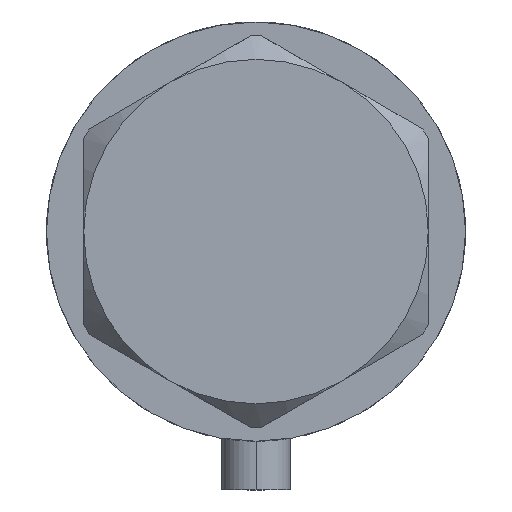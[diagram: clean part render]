
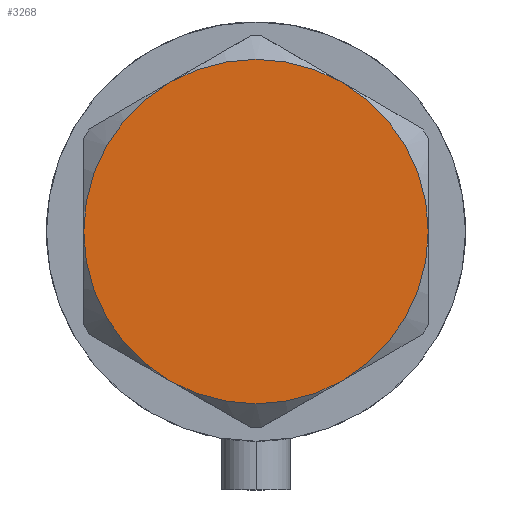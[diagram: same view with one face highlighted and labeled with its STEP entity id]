
A CAD part, left-side view. The second image highlights one B-rep face of the part: STEP entity #3268.
In plain terms, the highlighted face is planar.
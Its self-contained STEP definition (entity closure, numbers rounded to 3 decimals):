
#46 = ORIENTED_EDGE ( 'NONE', *, *, #2209, .T. ) ;
#139 = DIRECTION ( 'NONE',  ( 0., 0., 1. ) ) ;
#252 = DIRECTION ( 'NONE',  ( 1., 0., 0. ) ) ;
#454 = EDGE_CURVE ( 'NONE', #4172, #3018, #2763, .T. ) ;
#562 = DIRECTION ( 'NONE',  ( 0., 0., 1. ) ) ;
#598 = DIRECTION ( 'NONE',  ( 1., 0., 0. ) ) ;
#657 = AXIS2_PLACEMENT_3D ( 'NONE', #4175, #139, #598 ) ;
#704 = DIRECTION ( 'NONE',  ( 1., 0., 0. ) ) ;
#715 = DIRECTION ( 'NONE',  ( 1., 0., 0. ) ) ;
#810 = PLANE ( 'NONE',  #4206 ) ;
#900 = VERTEX_POINT ( 'NONE', #1371 ) ;
#937 = DIRECTION ( 'NONE',  ( 0., 0., 1. ) ) ;
#953 = CARTESIAN_POINT ( 'NONE',  ( 30., 0., 14.5 ) ) ;
#1056 = AXIS2_PLACEMENT_3D ( 'NONE', #4607, #2429, #2381 ) ;
#1232 = ORIENTED_EDGE ( 'NONE', *, *, #454, .T. ) ;
#1270 = CIRCLE ( 'NONE', #3518, 30. ) ;
#1284 = VERTEX_POINT ( 'NONE', #3390 ) ;
#1298 = EDGE_CURVE ( 'NONE', #1284, #4172, #2842, .T. ) ;
#1371 = CARTESIAN_POINT ( 'NONE',  ( -15., -25.981, 14.5 ) ) ;
#1374 = AXIS2_PLACEMENT_3D ( 'NONE', #3853, #937, #2012 ) ;
#1449 = AXIS2_PLACEMENT_3D ( 'NONE', #4031, #3326, #704 ) ;
#1609 = ORIENTED_EDGE ( 'NONE', *, *, #1298, .T. ) ;
#1705 = DIRECTION ( 'NONE',  ( 1., 0., 0. ) ) ;
#1755 = ORIENTED_EDGE ( 'NONE', *, *, #1854, .T. ) ;
#1797 = CARTESIAN_POINT ( 'NONE',  ( -30., 0., 14.5 ) ) ;
#1854 = EDGE_CURVE ( 'NONE', #900, #1284, #4003, .T. ) ;
#1884 = CARTESIAN_POINT ( 'NONE',  ( 0., 0., 14.5 ) ) ;
#2012 = DIRECTION ( 'NONE',  ( 1., 0., 0. ) ) ;
#2166 = VERTEX_POINT ( 'NONE', #1797 ) ;
#2190 = CIRCLE ( 'NONE', #4588, 30. ) ;
#2209 = EDGE_CURVE ( 'NONE', #2166, #900, #2190, .T. ) ;
#2358 = CARTESIAN_POINT ( 'NONE',  ( 0., 0., 14.5 ) ) ;
#2381 = DIRECTION ( 'NONE',  ( 1., 0., 0. ) ) ;
#2429 = DIRECTION ( 'NONE',  ( 0., 0., 1. ) ) ;
#2521 = CARTESIAN_POINT ( 'NONE',  ( 0., 0., 14.5 ) ) ;
#2533 = CARTESIAN_POINT ( 'NONE',  ( -15., 25.981, 14.5 ) ) ;
#2545 = VERTEX_POINT ( 'NONE', #2533 ) ;
#2656 = DIRECTION ( 'NONE',  ( 0., 0., 1. ) ) ;
#2715 = ORIENTED_EDGE ( 'NONE', *, *, #4157, .T. ) ;
#2763 = CIRCLE ( 'NONE', #1449, 30. ) ;
#2842 = CIRCLE ( 'NONE', #1056, 30. ) ;
#2889 = CIRCLE ( 'NONE', #657, 30. ) ;
#2998 = ORIENTED_EDGE ( 'NONE', *, *, #3094, .T. ) ;
#3018 = VERTEX_POINT ( 'NONE', #3755 ) ;
#3094 = EDGE_CURVE ( 'NONE', #3018, #2545, #1270, .T. ) ;
#3268 = ADVANCED_FACE ( 'NONE', ( #3316 ), #810, .T. ) ;
#3316 = FACE_OUTER_BOUND ( 'NONE', #4494, .T. ) ;
#3326 = DIRECTION ( 'NONE',  ( 0., 0., 1. ) ) ;
#3390 = CARTESIAN_POINT ( 'NONE',  ( 15., -25.981, 14.5 ) ) ;
#3518 = AXIS2_PLACEMENT_3D ( 'NONE', #2358, #562, #1705 ) ;
#3755 = CARTESIAN_POINT ( 'NONE',  ( 15., 25.981, 14.5 ) ) ;
#3853 = CARTESIAN_POINT ( 'NONE',  ( 0., 0., 14.5 ) ) ;
#4003 = CIRCLE ( 'NONE', #1374, 30. ) ;
#4031 = CARTESIAN_POINT ( 'NONE',  ( 0., 0., 14.5 ) ) ;
#4157 = EDGE_CURVE ( 'NONE', #2545, #2166, #2889, .T. ) ;
#4172 = VERTEX_POINT ( 'NONE', #953 ) ;
#4175 = CARTESIAN_POINT ( 'NONE',  ( 0., 0., 14.5 ) ) ;
#4206 = AXIS2_PLACEMENT_3D ( 'NONE', #1884, #2656, #715 ) ;
#4494 = EDGE_LOOP ( 'NONE', ( #1609, #1232, #2998, #2715, #46, #1755 ) ) ;
#4588 = AXIS2_PLACEMENT_3D ( 'NONE', #2521, #4727, #252 ) ;
#4607 = CARTESIAN_POINT ( 'NONE',  ( 0., 0., 14.5 ) ) ;
#4727 = DIRECTION ( 'NONE',  ( 0., 0., 1. ) ) ;
